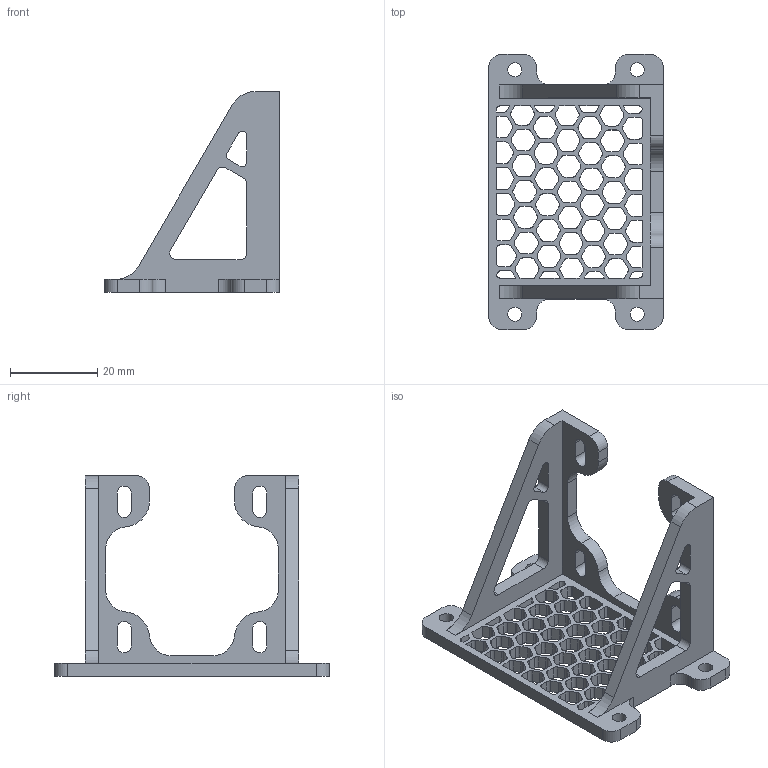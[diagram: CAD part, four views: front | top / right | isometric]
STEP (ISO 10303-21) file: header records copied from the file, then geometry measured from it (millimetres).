
FILE_DESCRIPTION(/* description */ (''),/* implementation_level */ '2;1');
FILE_NAME(/* name */ 'motor mount v4.step',/* time_stamp */ '2024-03-24T13:42:46Z',/* author */ (''),/* organization */ (''),/* preprocessor_version */ 'ST-DEVELOPER v20',/* originating_system */ 'Autodesk Translation Framework v12.20.1.177',/* authorisation */ '');
FILE_SCHEMA (('AUTOMOTIVE_DESIGN { 1 0 10303 214 3 1 1 }','PROCESS_PLANNING_SCHEMA'));
Length unit declared in the file: millimetre
Products named in the file (1): motor mount
Bounding box: 40 x 63 x 46 mm (x, y, z)
Volume: 9399 mm3; surface area: 10668.9 mm2
Topology: 1 solids, 1 shells, 670 faces, 2004 edges, 1336 vertices
Faces by surface type: plane 344, cylinder 326
Full cylindrical faces by diameter (mm): 3.2 x4
Entity records: 23013 total; most frequent: CARTESIAN_POINT 4011, ORIENTED_EDGE 4008, DIRECTION 3998, EDGE_CURVE 2004, LINE 1352, VECTOR 1352, VERTEX_POINT 1336, AXIS2_PLACEMENT_3D 1323
